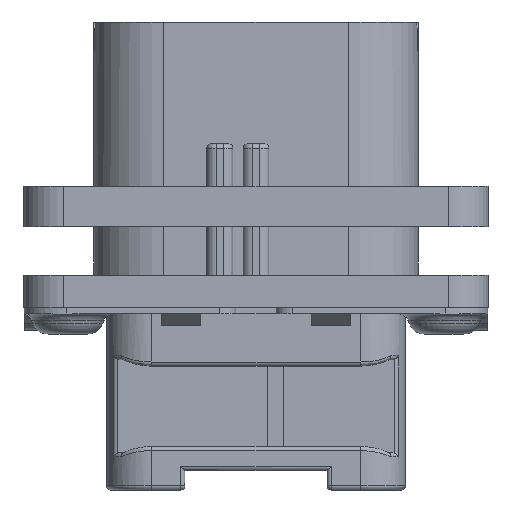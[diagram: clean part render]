
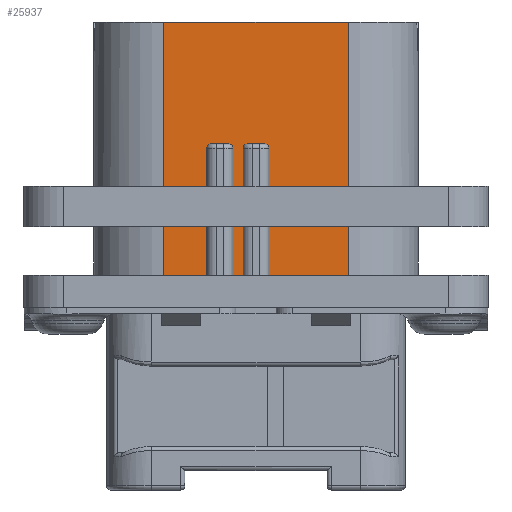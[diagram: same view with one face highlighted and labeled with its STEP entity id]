
A CAD part, front view. The second image highlights one B-rep face of the part: STEP entity #25937.
In plain terms, the highlighted planar face has unit normal (0, -1, 0).
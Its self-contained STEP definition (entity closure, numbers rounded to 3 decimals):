
#1218=DIRECTION('',(1.,0.,0.));
#1219=VECTOR('',#1218,11.4);
#1220=CARTESIAN_POINT('',(-5.7,-9.,17.67));
#1221=LINE('',#1220,#1219);
#1441=DIRECTION('',(0.,0.,1.));
#1442=VECTOR('',#1441,7.87);
#1443=CARTESIAN_POINT('',(-1.44,-9.,2.));
#1444=LINE('',#1443,#1442);
#1445=DIRECTION('',(1.,0.,0.));
#1446=VECTOR('',#1445,1.1);
#1447=CARTESIAN_POINT('',(-2.79,-9.,10.12));
#1448=LINE('',#1447,#1446);
#1449=DIRECTION('',(0.,0.,1.));
#1450=VECTOR('',#1449,7.87);
#1451=CARTESIAN_POINT('',(-3.04,-9.,2.));
#1452=LINE('',#1451,#1450);
#1453=DIRECTION('',(0.,0.,-1.));
#1454=VECTOR('',#1453,15.67);
#1455=CARTESIAN_POINT('',(-5.7,-9.,17.67));
#1456=LINE('',#1455,#1454);
#1457=DIRECTION('',(0.,0.,-1.));
#1458=VECTOR('',#1457,15.67);
#1459=CARTESIAN_POINT('',(5.7,-9.,17.67));
#1460=LINE('',#1459,#1458);
#1461=DIRECTION('',(0.,0.,1.));
#1462=VECTOR('',#1461,7.87);
#1463=CARTESIAN_POINT('',(0.8,-9.,2.));
#1464=LINE('',#1463,#1462);
#1465=DIRECTION('',(1.,0.,0.));
#1466=VECTOR('',#1465,1.1);
#1467=CARTESIAN_POINT('',(-0.55,-9.,10.12));
#1468=LINE('',#1467,#1466);
#1469=DIRECTION('',(0.,0.,1.));
#1470=VECTOR('',#1469,7.87);
#1471=CARTESIAN_POINT('',(-0.8,-9.,2.));
#1472=LINE('',#1471,#1470);
#1486=CARTESIAN_POINT('',(-1.69,-9.,9.87));
#1487=DIRECTION('',(0.,1.,0.));
#1488=DIRECTION('',(0.,0.,1.));
#1489=AXIS2_PLACEMENT_3D('',#1486,#1487,#1488);
#1569=DIRECTION('',(1.,0.,0.));
#1570=VECTOR('',#1569,0.64);
#1571=CARTESIAN_POINT('',(-1.44,-9.,2.));
#1572=LINE('',#1571,#1570);
#1585=CARTESIAN_POINT('',(-0.55,-9.,9.87));
#1586=DIRECTION('',(0.,1.,0.));
#1587=DIRECTION('',(-1.,0.,0.));
#1588=AXIS2_PLACEMENT_3D('',#1585,#1586,#1587);
#1617=CARTESIAN_POINT('',(0.55,-9.,9.87));
#1618=DIRECTION('',(0.,1.,0.));
#1619=DIRECTION('',(0.,0.,1.));
#1620=AXIS2_PLACEMENT_3D('',#1617,#1618,#1619);
#1638=DIRECTION('',(1.,0.,0.));
#1639=VECTOR('',#1638,4.9);
#1640=CARTESIAN_POINT('',(0.8,-9.,2.));
#1641=LINE('',#1640,#1639);
#4258=DIRECTION('',(1.,0.,0.));
#4259=VECTOR('',#4258,2.66);
#4260=CARTESIAN_POINT('',(-5.7,-9.,2.));
#4261=LINE('',#4260,#4259);
#10505=CARTESIAN_POINT('',(-2.79,-9.,9.87));
#10506=DIRECTION('',(0.,1.,0.));
#10507=DIRECTION('',(-1.,0.,0.));
#10508=AXIS2_PLACEMENT_3D('',#10505,#10506,#10507);
#20705=CARTESIAN_POINT('',(-5.7,-9.,17.67));
#20706=CARTESIAN_POINT('',(-5.7,-9.,2.));
#20707=VERTEX_POINT('',#20705);
#20708=VERTEX_POINT('',#20706);
#20709=CARTESIAN_POINT('',(5.7,-9.,17.67));
#20710=CARTESIAN_POINT('',(5.7,-9.,2.));
#20711=VERTEX_POINT('',#20709);
#20712=VERTEX_POINT('',#20710);
#22700=CARTESIAN_POINT('',(-3.04,-9.,2.));
#22701=VERTEX_POINT('',#22700);
#22702=CARTESIAN_POINT('',(-1.44,-9.,2.));
#22703=CARTESIAN_POINT('',(-0.8,-9.,2.));
#22704=VERTEX_POINT('',#22702);
#22705=VERTEX_POINT('',#22703);
#22706=CARTESIAN_POINT('',(0.8,-9.,2.));
#22707=VERTEX_POINT('',#22706);
#22797=CARTESIAN_POINT('',(-1.44,-9.,9.87));
#22799=VERTEX_POINT('',#22797);
#22801=CARTESIAN_POINT('',(-1.69,-9.,10.12));
#22803=VERTEX_POINT('',#22801);
#22816=CARTESIAN_POINT('',(-2.79,-9.,10.12));
#22817=VERTEX_POINT('',#22816);
#22818=CARTESIAN_POINT('',(-3.04,-9.,9.87));
#22819=VERTEX_POINT('',#22818);
#22821=CARTESIAN_POINT('',(0.8,-9.,9.87));
#22823=VERTEX_POINT('',#22821);
#22825=CARTESIAN_POINT('',(0.55,-9.,10.12));
#22827=VERTEX_POINT('',#22825);
#22840=CARTESIAN_POINT('',(-0.55,-9.,10.12));
#22841=VERTEX_POINT('',#22840);
#22842=CARTESIAN_POINT('',(-0.8,-9.,9.87));
#22843=VERTEX_POINT('',#22842);
#25900=CARTESIAN_POINT('',(-10.05,-9.,2.));
#25901=DIRECTION('',(0.,-1.,0.));
#25902=DIRECTION('',(1.,0.,0.));
#25903=AXIS2_PLACEMENT_3D('',#25900,#25901,#25902);
#25904=PLANE('',#25903);
#25906=ORIENTED_EDGE('',*,*,#25905,.T.);
#25908=ORIENTED_EDGE('',*,*,#25907,.F.);
#25910=ORIENTED_EDGE('',*,*,#25909,.F.);
#25912=ORIENTED_EDGE('',*,*,#25911,.F.);
#25914=ORIENTED_EDGE('',*,*,#25913,.F.);
#25916=ORIENTED_EDGE('',*,*,#25915,.F.);
#25918=ORIENTED_EDGE('',*,*,#25917,.F.);
#25919=ORIENTED_EDGE('',*,*,#25785,.T.);
#25920=ORIENTED_EDGE('',*,*,#25695,.T.);
#25922=ORIENTED_EDGE('',*,*,#25921,.F.);
#25924=ORIENTED_EDGE('',*,*,#25923,.T.);
#25926=ORIENTED_EDGE('',*,*,#25925,.F.);
#25928=ORIENTED_EDGE('',*,*,#25927,.F.);
#25930=ORIENTED_EDGE('',*,*,#25929,.F.);
#25932=ORIENTED_EDGE('',*,*,#25931,.F.);
#25934=ORIENTED_EDGE('',*,*,#25933,.F.);
#25935=EDGE_LOOP('',(#25906,#25908,#25910,#25912,#25914,#25916,#25918,#25919,
#25920,#25922,#25924,#25926,#25928,#25930,#25932,#25934));
#25936=FACE_OUTER_BOUND('',#25935,.F.);
#25937=ADVANCED_FACE('',(#25936),#25904,.T.);
#1490=CIRCLE('',#1489,0.25);
#1589=CIRCLE('',#1588,0.25);
#1621=CIRCLE('',#1620,0.25);
#10509=CIRCLE('',#10508,0.25);
#25695=EDGE_CURVE('',#20711,#20712,#1460,.T.);
#25785=EDGE_CURVE('',#20707,#20711,#1221,.T.);
#25905=EDGE_CURVE('',#22704,#22799,#1444,.T.);
#25907=EDGE_CURVE('',#22803,#22799,#1490,.T.);
#25909=EDGE_CURVE('',#22817,#22803,#1448,.T.);
#25911=EDGE_CURVE('',#22819,#22817,#10509,.T.);
#25913=EDGE_CURVE('',#22701,#22819,#1452,.T.);
#25915=EDGE_CURVE('',#20708,#22701,#4261,.T.);
#25917=EDGE_CURVE('',#20707,#20708,#1456,.T.);
#25921=EDGE_CURVE('',#22707,#20712,#1641,.T.);
#25923=EDGE_CURVE('',#22707,#22823,#1464,.T.);
#25925=EDGE_CURVE('',#22827,#22823,#1621,.T.);
#25927=EDGE_CURVE('',#22841,#22827,#1468,.T.);
#25929=EDGE_CURVE('',#22843,#22841,#1589,.T.);
#25931=EDGE_CURVE('',#22705,#22843,#1472,.T.);
#25933=EDGE_CURVE('',#22704,#22705,#1572,.T.);
